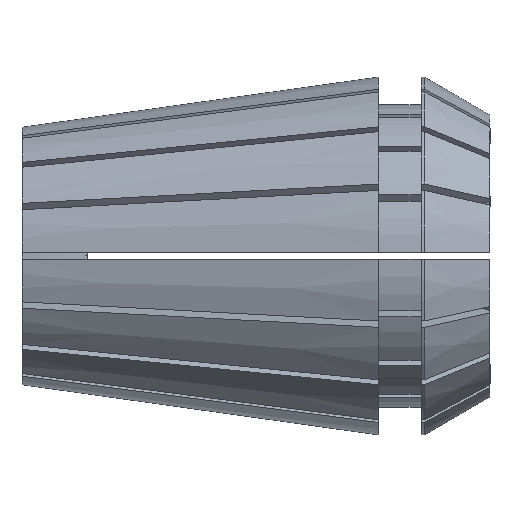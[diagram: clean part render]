
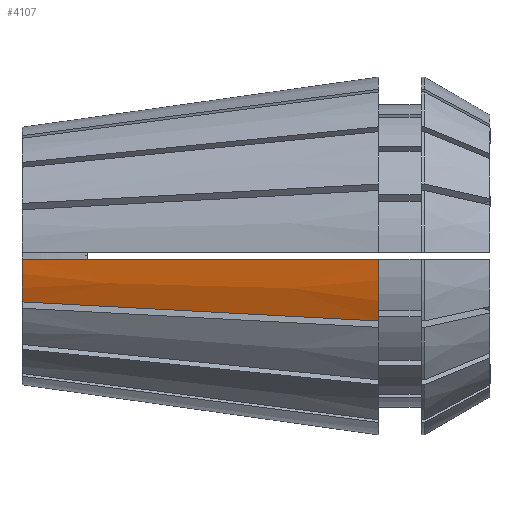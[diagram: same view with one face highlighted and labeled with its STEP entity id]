
A CAD part, top view. The second image highlights one B-rep face of the part: STEP entity #4107.
In plain terms, the highlighted conical face has half-angle 8 degrees and reference radius 13 mm.
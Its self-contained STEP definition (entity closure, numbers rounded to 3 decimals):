
#12 = VERTEX_POINT ( 'NONE', #2496 ) ;
#39 = AXIS2_PLACEMENT_3D ( 'NONE', #4235, #1064, #4775 ) ;
#86 = CARTESIAN_POINT ( 'NONE',  ( 25.9, -0.25, 12.998 ) ) ;
#635 = CARTESIAN_POINT ( 'NONE',  ( 0., -0.25, 9.357 ) ) ;
#718 = ORIENTED_EDGE ( 'NONE', *, *, #3831, .T. ) ;
#835 = CARTESIAN_POINT ( 'NONE',  ( 10.849, -3.933, 10.149 ) ) ;
#873 = DIRECTION ( 'NONE',  ( -1., 0., 0. ) ) ;
#1040 = AXIS2_PLACEMENT_3D ( 'NONE', #3272, #4317, #3795 ) ;
#1064 = DIRECTION ( 'NONE',  ( -1., 0., 0. ) ) ;
#1194 = CARTESIAN_POINT ( 'NONE',  ( 3.25, -0.25, 9.814 ) ) ;
#1324 = EDGE_CURVE ( 'NONE', #2334, #12, #6856, .T. ) ;
#1376 = CARTESIAN_POINT ( 'NONE',  ( 19.482, -4.398, 11.271 ) ) ;
#1407 = CARTESIAN_POINT ( 'NONE',  ( 22.178, -0.25, 12.475 ) ) ;
#1680 = FACE_OUTER_BOUND ( 'NONE', #4817, .T. ) ;
#1906 = CARTESIAN_POINT ( 'NONE',  ( 25.9, -4.743, 12.104 ) ) ;
#1966 = CARTESIAN_POINT ( 'NONE',  ( 20.317, -0.25, 12.213 ) ) ;
#1977 = CARTESIAN_POINT ( 'NONE',  ( 0., -3.35, 8.74 ) ) ;
#2042 = EDGE_CURVE ( 'NONE', #2998, #12, #2670, .T. ) ;
#2054 = CARTESIAN_POINT ( 'NONE',  ( 0., -3.35, 8.74 ) ) ;
#2334 = VERTEX_POINT ( 'NONE', #3150 ) ;
#2460 = VERTEX_POINT ( 'NONE', #2595 ) ;
#2496 = CARTESIAN_POINT ( 'NONE',  ( 0., -0.25, 9.357 ) ) ;
#2500 = CARTESIAN_POINT ( 'NONE',  ( 5.424, -3.642, 9.445 ) ) ;
#2589 = ORIENTED_EDGE ( 'NONE', *, *, #1324, .T. ) ;
#2595 = CARTESIAN_POINT ( 'NONE',  ( 25.9, -4.743, 12.104 ) ) ;
#2670 = CIRCLE ( 'NONE', #39, 9.36 ) ;
#2716 = CARTESIAN_POINT ( 'NONE',  ( 24.039, -0.25, 12.736 ) ) ;
#2998 = VERTEX_POINT ( 'NONE', #2054 ) ;
#3150 = CARTESIAN_POINT ( 'NONE',  ( 25.9, -0.25, 12.998 ) ) ;
#3272 = CARTESIAN_POINT ( 'NONE',  ( 25.9, 0., 0. ) ) ;
#3326 = CIRCLE ( 'NONE', #6647, 13. ) ;
#3510 = B_SPLINE_CURVE_WITH_KNOTS ( 'NONE', 3,
 ( #1977, #2500, #835, #4550, #1376, #5093, #1906 ),
 .UNSPECIFIED., .F., .F.,
 ( 4, 3, 4 ),
 ( 0., 0.016, 0.026 ),
 .UNSPECIFIED. ) ;
#3795 = DIRECTION ( 'NONE',  ( 0., 0., -1. ) ) ;
#3831 = EDGE_CURVE ( 'NONE', #2460, #2334, #3326, .T. ) ;
#4038 = ORIENTED_EDGE ( 'NONE', *, *, #6195, .T. ) ;
#4049 = CARTESIAN_POINT ( 'NONE',  ( 25.9, 0., 0. ) ) ;
#4107 = ADVANCED_FACE ( 'NONE', ( #1680 ), #4327, .T. ) ;
#4235 = CARTESIAN_POINT ( 'NONE',  ( 0., 0., 0. ) ) ;
#4317 = DIRECTION ( 'NONE',  ( 1., 0., 0. ) ) ;
#4327 = CONICAL_SURFACE ( 'NONE', #1040, 13., 0.14 ) ;
#4550 = CARTESIAN_POINT ( 'NONE',  ( 16.273, -4.225, 10.854 ) ) ;
#4586 = DIRECTION ( 'NONE',  ( 0., 0., 1. ) ) ;
#4775 = DIRECTION ( 'NONE',  ( 0., 0., 1. ) ) ;
#4817 = EDGE_LOOP ( 'NONE', ( #6428, #4038, #718, #2589 ) ) ;
#5093 = CARTESIAN_POINT ( 'NONE',  ( 22.691, -4.571, 11.687 ) ) ;
#5146 = CARTESIAN_POINT ( 'NONE',  ( 1.083, -0.25, 9.509 ) ) ;
#5178 = CARTESIAN_POINT ( 'NONE',  ( 2.167, -0.25, 9.662 ) ) ;
#5244 = CARTESIAN_POINT ( 'NONE',  ( 14.628, -0.25, 11.413 ) ) ;
#6175 = CARTESIAN_POINT ( 'NONE',  ( 8.939, -0.25, 10.614 ) ) ;
#6195 = EDGE_CURVE ( 'NONE', #2998, #2460, #3510, .T. ) ;
#6428 = ORIENTED_EDGE ( 'NONE', *, *, #2042, .F. ) ;
#6647 = AXIS2_PLACEMENT_3D ( 'NONE', #4049, #873, #4586 ) ;
#6856 = B_SPLINE_CURVE_WITH_KNOTS ( 'NONE', 3,
 ( #86, #2716, #1407, #1966, #5244, #6175, #1194, #5178, #5146, #635 ),
 .UNSPECIFIED., .F., .F.,
 ( 4, 3, 3, 4 ),
 ( 0.052, 0.057, 0.074, 0.078 ),
 .UNSPECIFIED. ) ;
